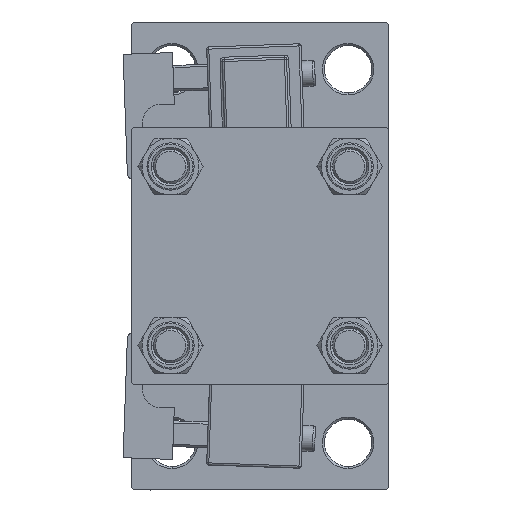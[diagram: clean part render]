
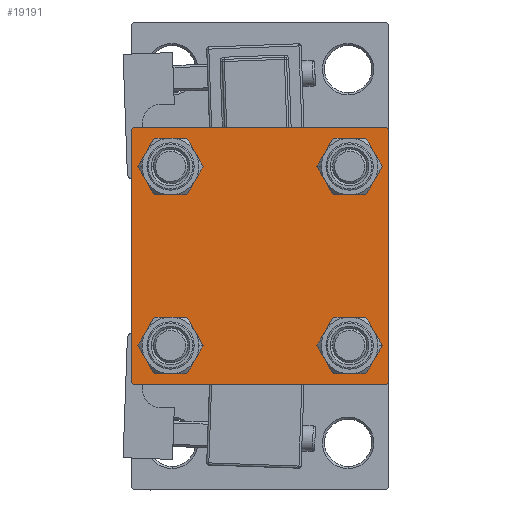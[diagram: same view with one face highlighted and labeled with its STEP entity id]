
A CAD part, left-side view. The second image highlights one B-rep face of the part: STEP entity #19191.
In plain terms, the highlighted planar face has unit normal (-1, 0, 0).
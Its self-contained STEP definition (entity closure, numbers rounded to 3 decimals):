
#428 = EDGE_CURVE ( 'NONE', #18968, #19331, #19293, .T. ) ;
#599 = LINE ( 'NONE', #16458, #39836 ) ;
#1214 = DIRECTION ( 'NONE',  ( -1., 0., 0. ) ) ;
#2032 = EDGE_LOOP ( 'NONE', ( #3931, #23769 ) ) ;
#2153 = DIRECTION ( 'NONE',  ( 0., -0.707, -0.707 ) ) ;
#2296 = CARTESIAN_POINT ( 'NONE',  ( 0., -20.85, -25.35 ) ) ;
#2478 = CARTESIAN_POINT ( 'NONE',  ( 0., 20.85, -20.85 ) ) ;
#3370 = EDGE_LOOP ( 'NONE', ( #41585, #49268 ) ) ;
#3375 = CARTESIAN_POINT ( 'NONE',  ( 0., 30., 29.5 ) ) ;
#3738 = CARTESIAN_POINT ( 'NONE',  ( 0., 20.85, 20.85 ) ) ;
#3931 = ORIENTED_EDGE ( 'NONE', *, *, #40719, .T. ) ;
#4326 = EDGE_LOOP ( 'NONE', ( #41644, #37325 ) ) ;
#5855 = FACE_BOUND ( 'NONE', #27747, .T. ) ;
#5891 = DIRECTION ( 'NONE',  ( 0., 0., -1. ) ) ;
#6003 = AXIS2_PLACEMENT_3D ( 'NONE', #13492, #9841, #25697 ) ;
#6239 = EDGE_CURVE ( 'NONE', #16539, #49976, #29353, .T. ) ;
#6335 = CARTESIAN_POINT ( 'NONE',  ( 0., 29.75, 29.75 ) ) ;
#6373 = DIRECTION ( 'NONE',  ( 0., 0., 1. ) ) ;
#6382 = CARTESIAN_POINT ( 'NONE',  ( 0., 20.85, 25.35 ) ) ;
#6390 = AXIS2_PLACEMENT_3D ( 'NONE', #36807, #1214, #17073 ) ;
#6908 = AXIS2_PLACEMENT_3D ( 'NONE', #13547, #13285, #44993 ) ;
#7071 = VERTEX_POINT ( 'NONE', #15710 ) ;
#7253 = CARTESIAN_POINT ( 'NONE',  ( 0., 30., -30. ) ) ;
#7420 = VECTOR ( 'NONE', #42140, 1000. ) ;
#8533 = VERTEX_POINT ( 'NONE', #3375 ) ;
#9841 = DIRECTION ( 'NONE',  ( 1., 0., 0. ) ) ;
#10105 = CARTESIAN_POINT ( 'NONE',  ( 0., 20.85, 20.85 ) ) ;
#10336 = ORIENTED_EDGE ( 'NONE', *, *, #6239, .T. ) ;
#10729 = ORIENTED_EDGE ( 'NONE', *, *, #26661, .T. ) ;
#11427 = LINE ( 'NONE', #7253, #33080 ) ;
#13285 = DIRECTION ( 'NONE',  ( 1., 0., 0. ) ) ;
#13344 = LINE ( 'NONE', #26314, #25831 ) ;
#13492 = CARTESIAN_POINT ( 'NONE',  ( 0., -20.85, 20.85 ) ) ;
#13547 = CARTESIAN_POINT ( 'NONE',  ( 0., -20.85, 20.85 ) ) ;
#14523 = DIRECTION ( 'NONE',  ( 1., 0., 0. ) ) ;
#14906 = VERTEX_POINT ( 'NONE', #49430 ) ;
#15116 = CARTESIAN_POINT ( 'NONE',  ( 0., -20.85, -20.85 ) ) ;
#15210 = VERTEX_POINT ( 'NONE', #34244 ) ;
#15629 = LINE ( 'NONE', #31215, #20921 ) ;
#15710 = CARTESIAN_POINT ( 'NONE',  ( 0., 29.5, -30. ) ) ;
#16458 = CARTESIAN_POINT ( 'NONE',  ( 0., -29.75, -29.75 ) ) ;
#16462 = VERTEX_POINT ( 'NONE', #6382 ) ;
#16539 = VERTEX_POINT ( 'NONE', #47440 ) ;
#16810 = FACE_BOUND ( 'NONE', #3370, .T. ) ;
#17073 = DIRECTION ( 'NONE',  ( 0., 0., 1. ) ) ;
#17429 = EDGE_CURVE ( 'NONE', #33919, #16462, #29138, .T. ) ;
#17443 = CARTESIAN_POINT ( 'NONE',  ( 0., 30., -29.5 ) ) ;
#17810 = DIRECTION ( 'NONE',  ( 1., 0., 0. ) ) ;
#18418 = DIRECTION ( 'NONE',  ( 1., 0., 0. ) ) ;
#18968 = VERTEX_POINT ( 'NONE', #2296 ) ;
#19191 = ADVANCED_FACE ( 'NONE', ( #5855, #16810, #32659, #48527, #40720 ), #20977, .T. ) ;
#19293 = CIRCLE ( 'NONE', #43328, 4.5 ) ;
#19331 = VERTEX_POINT ( 'NONE', #39318 ) ;
#19394 = VERTEX_POINT ( 'NONE', #43754 ) ;
#19617 = ORIENTED_EDGE ( 'NONE', *, *, #28385, .T. ) ;
#20921 = VECTOR ( 'NONE', #31467, 1000. ) ;
#20977 = PLANE ( 'NONE',  #6390 ) ;
#21236 = CARTESIAN_POINT ( 'NONE',  ( 0., 20.85, 16.35 ) ) ;
#22208 = DIRECTION ( 'NONE',  ( 0., 0.707, -0.707 ) ) ;
#22295 = VERTEX_POINT ( 'NONE', #36439 ) ;
#23647 = DIRECTION ( 'NONE',  ( 0., -1., 0. ) ) ;
#23769 = ORIENTED_EDGE ( 'NONE', *, *, #49453, .T. ) ;
#24707 = CARTESIAN_POINT ( 'NONE',  ( 0., -20.85, 25.35 ) ) ;
#24749 = EDGE_CURVE ( 'NONE', #7071, #42531, #11427, .T. ) ;
#25037 = DIRECTION ( 'NONE',  ( 0., -0.707, 0.707 ) ) ;
#25697 = DIRECTION ( 'NONE',  ( 0., 0., 1. ) ) ;
#25831 = VECTOR ( 'NONE', #2153, 1000. ) ;
#26292 = CARTESIAN_POINT ( 'NONE',  ( 0., -29.75, 29.75 ) ) ;
#26314 = CARTESIAN_POINT ( 'NONE',  ( 0., 29.75, -29.75 ) ) ;
#26448 = ORIENTED_EDGE ( 'NONE', *, *, #27555, .T. ) ;
#26463 = CARTESIAN_POINT ( 'NONE',  ( 0., 20.85, -20.85 ) ) ;
#26661 = EDGE_CURVE ( 'NONE', #8533, #45638, #49182, .T. ) ;
#26911 = CIRCLE ( 'NONE', #44361, 4.5 ) ;
#27555 = EDGE_CURVE ( 'NONE', #36021, #22295, #30184, .T. ) ;
#27747 = EDGE_LOOP ( 'NONE', ( #30894, #10336 ) ) ;
#28385 = EDGE_CURVE ( 'NONE', #42531, #19394, #599, .T. ) ;
#29071 = EDGE_CURVE ( 'NONE', #36021, #19394, #50328, .T. ) ;
#29138 = CIRCLE ( 'NONE', #30865, 4.5 ) ;
#29353 = CIRCLE ( 'NONE', #6908, 4.5 ) ;
#29609 = DIRECTION ( 'NONE',  ( 0., 0., 1. ) ) ;
#29917 = CIRCLE ( 'NONE', #40724, 4.5 ) ;
#30184 = LINE ( 'NONE', #26292, #7420 ) ;
#30452 = DIRECTION ( 'NONE',  ( 1., 0., 0. ) ) ;
#30628 = VERTEX_POINT ( 'NONE', #48346 ) ;
#30703 = DIRECTION ( 'NONE',  ( 0., 0., 1. ) ) ;
#30865 = AXIS2_PLACEMENT_3D ( 'NONE', #3738, #44548, #40384 ) ;
#30894 = ORIENTED_EDGE ( 'NONE', *, *, #48206, .T. ) ;
#31215 = CARTESIAN_POINT ( 'NONE',  ( 0., 30., 30. ) ) ;
#31467 = DIRECTION ( 'NONE',  ( 0., -1., 0. ) ) ;
#31502 = EDGE_CURVE ( 'NONE', #30628, #22295, #15629, .T. ) ;
#31833 = AXIS2_PLACEMENT_3D ( 'NONE', #10105, #18418, #29609 ) ;
#32201 = EDGE_LOOP ( 'NONE', ( #10729, #47502, #33673, #19617, #48523, #26448, #47479, #38045 ) ) ;
#32294 = EDGE_CURVE ( 'NONE', #19331, #18968, #29917, .T. ) ;
#32411 = EDGE_CURVE ( 'NONE', #30628, #8533, #41952, .T. ) ;
#32659 = FACE_BOUND ( 'NONE', #2032, .T. ) ;
#33080 = VECTOR ( 'NONE', #23647, 1000. ) ;
#33563 = DIRECTION ( 'NONE',  ( 0., 0., -1. ) ) ;
#33673 = ORIENTED_EDGE ( 'NONE', *, *, #24749, .T. ) ;
#33919 = VERTEX_POINT ( 'NONE', #21236 ) ;
#34244 = CARTESIAN_POINT ( 'NONE',  ( 0., 20.85, -16.35 ) ) ;
#34264 = AXIS2_PLACEMENT_3D ( 'NONE', #2478, #41988, #6373 ) ;
#36021 = VERTEX_POINT ( 'NONE', #46934 ) ;
#36439 = CARTESIAN_POINT ( 'NONE',  ( 0., -29.5, 30. ) ) ;
#36807 = CARTESIAN_POINT ( 'NONE',  ( 0., 0., 0. ) ) ;
#37325 = ORIENTED_EDGE ( 'NONE', *, *, #17429, .T. ) ;
#38045 = ORIENTED_EDGE ( 'NONE', *, *, #32411, .T. ) ;
#38090 = CARTESIAN_POINT ( 'NONE',  ( 0., -29.5, -30. ) ) ;
#38650 = DIRECTION ( 'NONE',  ( 0., 0., 1. ) ) ;
#39198 = CIRCLE ( 'NONE', #6003, 4.5 ) ;
#39318 = CARTESIAN_POINT ( 'NONE',  ( 0., -20.85, -16.35 ) ) ;
#39836 = VECTOR ( 'NONE', #25037, 1000. ) ;
#40384 = DIRECTION ( 'NONE',  ( 0., 0., 1. ) ) ;
#40588 = VECTOR ( 'NONE', #33563, 1000. ) ;
#40719 = EDGE_CURVE ( 'NONE', #15210, #14906, #26911, .T. ) ;
#40720 = FACE_OUTER_BOUND ( 'NONE', #32201, .T. ) ;
#40724 = AXIS2_PLACEMENT_3D ( 'NONE', #41697, #17810, #42207 ) ;
#41123 = CARTESIAN_POINT ( 'NONE',  ( 0., 30., 30. ) ) ;
#41569 = VECTOR ( 'NONE', #22208, 1000. ) ;
#41585 = ORIENTED_EDGE ( 'NONE', *, *, #32294, .T. ) ;
#41644 = ORIENTED_EDGE ( 'NONE', *, *, #50216, .T. ) ;
#41697 = CARTESIAN_POINT ( 'NONE',  ( 0., -20.85, -20.85 ) ) ;
#41952 = LINE ( 'NONE', #6335, #41569 ) ;
#41988 = DIRECTION ( 'NONE',  ( 1., 0., 0. ) ) ;
#42016 = CARTESIAN_POINT ( 'NONE',  ( 0., -30., 30. ) ) ;
#42140 = DIRECTION ( 'NONE',  ( 0., 0.707, 0.707 ) ) ;
#42207 = DIRECTION ( 'NONE',  ( 0., 0., 1. ) ) ;
#42531 = VERTEX_POINT ( 'NONE', #38090 ) ;
#43328 = AXIS2_PLACEMENT_3D ( 'NONE', #15116, #30452, #30703 ) ;
#43754 = CARTESIAN_POINT ( 'NONE',  ( 0., -30., -29.5 ) ) ;
#44361 = AXIS2_PLACEMENT_3D ( 'NONE', #26463, #14523, #38650 ) ;
#44548 = DIRECTION ( 'NONE',  ( 1., 0., 0. ) ) ;
#44993 = DIRECTION ( 'NONE',  ( 0., 0., 1. ) ) ;
#45394 = EDGE_CURVE ( 'NONE', #45638, #7071, #13344, .T. ) ;
#45638 = VERTEX_POINT ( 'NONE', #17443 ) ;
#46934 = CARTESIAN_POINT ( 'NONE',  ( 0., -30., 29.5 ) ) ;
#47440 = CARTESIAN_POINT ( 'NONE',  ( 0., -20.85, 16.35 ) ) ;
#47479 = ORIENTED_EDGE ( 'NONE', *, *, #31502, .F. ) ;
#47502 = ORIENTED_EDGE ( 'NONE', *, *, #45394, .T. ) ;
#48206 = EDGE_CURVE ( 'NONE', #49976, #16539, #39198, .T. ) ;
#48346 = CARTESIAN_POINT ( 'NONE',  ( 0., 29.5, 30. ) ) ;
#48523 = ORIENTED_EDGE ( 'NONE', *, *, #29071, .F. ) ;
#48527 = FACE_BOUND ( 'NONE', #4326, .T. ) ;
#49182 = LINE ( 'NONE', #41123, #40588 ) ;
#49218 = CIRCLE ( 'NONE', #34264, 4.5 ) ;
#49255 = CIRCLE ( 'NONE', #31833, 4.5 ) ;
#49268 = ORIENTED_EDGE ( 'NONE', *, *, #428, .T. ) ;
#49430 = CARTESIAN_POINT ( 'NONE',  ( 0., 20.85, -25.35 ) ) ;
#49453 = EDGE_CURVE ( 'NONE', #14906, #15210, #49218, .T. ) ;
#49976 = VERTEX_POINT ( 'NONE', #24707 ) ;
#50216 = EDGE_CURVE ( 'NONE', #16462, #33919, #49255, .T. ) ;
#50328 = LINE ( 'NONE', #42016, #50655 ) ;
#50655 = VECTOR ( 'NONE', #5891, 1000. ) ;
